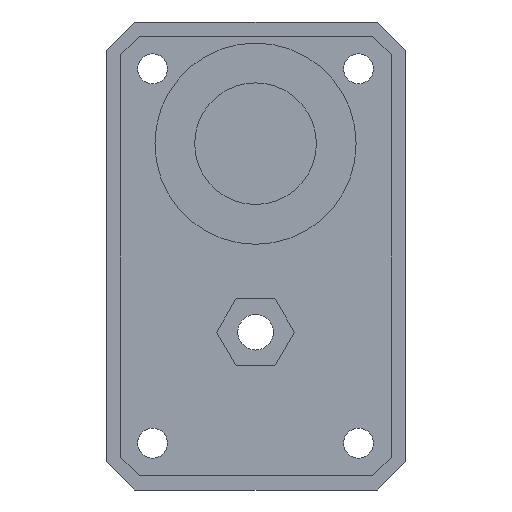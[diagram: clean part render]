
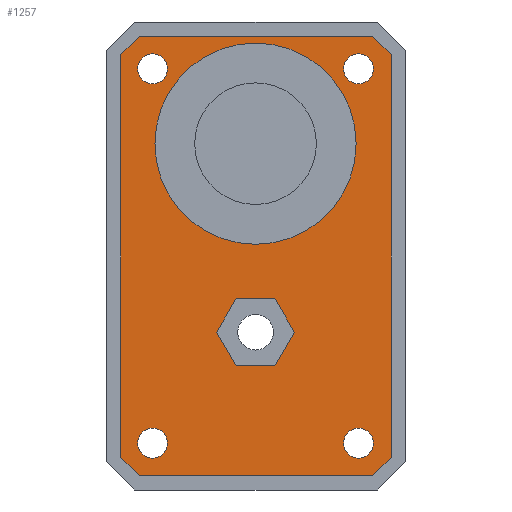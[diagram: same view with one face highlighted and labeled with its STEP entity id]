
A CAD part, front view. The second image highlights one B-rep face of the part: STEP entity #1257.
In plain terms, the highlighted planar face has unit normal (0, -1, 0).
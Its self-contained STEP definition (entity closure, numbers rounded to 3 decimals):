
#35=FACE_BOUND('',#192,.T.);
#36=FACE_BOUND('',#193,.T.);
#37=FACE_BOUND('',#194,.T.);
#38=FACE_BOUND('',#195,.T.);
#39=FACE_BOUND('',#196,.T.);
#40=FACE_BOUND('',#197,.T.);
#53=CIRCLE('',#1336,10.75);
#54=CIRCLE('',#1337,1.6);
#55=CIRCLE('',#1338,1.6);
#56=CIRCLE('',#1339,1.6);
#57=CIRCLE('',#1340,1.6);
#112=FACE_OUTER_BOUND('',#191,.T.);
#191=EDGE_LOOP('',(#1033,#1034,#1035,#1036,#1037,#1038,#1039,#1040));
#192=EDGE_LOOP('',(#1041,#1042,#1043,#1044,#1045,#1046));
#193=EDGE_LOOP('',(#1047));
#194=EDGE_LOOP('',(#1048));
#195=EDGE_LOOP('',(#1049));
#196=EDGE_LOOP('',(#1050));
#197=EDGE_LOOP('',(#1051));
#230=LINE('',#1717,#379);
#234=LINE('',#1725,#383);
#237=LINE('',#1731,#386);
#240=LINE('',#1737,#389);
#243=LINE('',#1743,#392);
#246=LINE('',#1748,#395);
#343=LINE('',#1960,#492);
#347=LINE('',#1968,#496);
#348=LINE('',#1970,#497);
#349=LINE('',#1972,#498);
#350=LINE('',#1974,#499);
#351=LINE('',#1976,#500);
#352=LINE('',#1978,#501);
#353=LINE('',#1979,#502);
#379=VECTOR('',#1382,10.);
#383=VECTOR('',#1388,10.);
#386=VECTOR('',#1393,10.);
#389=VECTOR('',#1398,10.);
#392=VECTOR('',#1403,10.);
#395=VECTOR('',#1408,10.);
#492=VECTOR('',#1591,10.);
#496=VECTOR('',#1597,10.);
#497=VECTOR('',#1598,10.);
#498=VECTOR('',#1599,10.);
#499=VECTOR('',#1600,10.);
#500=VECTOR('',#1601,10.);
#501=VECTOR('',#1602,10.);
#502=VECTOR('',#1603,10.);
#528=VERTEX_POINT('',#1715);
#529=VERTEX_POINT('',#1716);
#532=VERTEX_POINT('',#1724);
#534=VERTEX_POINT('',#1730);
#536=VERTEX_POINT('',#1736);
#538=VERTEX_POINT('',#1742);
#610=VERTEX_POINT('',#1958);
#611=VERTEX_POINT('',#1959);
#614=VERTEX_POINT('',#1967);
#615=VERTEX_POINT('',#1969);
#616=VERTEX_POINT('',#1971);
#617=VERTEX_POINT('',#1973);
#618=VERTEX_POINT('',#1975);
#619=VERTEX_POINT('',#1977);
#620=VERTEX_POINT('',#1980);
#621=VERTEX_POINT('',#1982);
#622=VERTEX_POINT('',#1984);
#623=VERTEX_POINT('',#1986);
#624=VERTEX_POINT('',#1988);
#642=EDGE_CURVE('',#528,#529,#230,.T.);
#646=EDGE_CURVE('',#532,#528,#234,.T.);
#649=EDGE_CURVE('',#534,#532,#237,.T.);
#652=EDGE_CURVE('',#536,#534,#240,.T.);
#655=EDGE_CURVE('',#538,#536,#243,.T.);
#658=EDGE_CURVE('',#529,#538,#246,.T.);
#761=EDGE_CURVE('',#610,#611,#343,.T.);
#765=EDGE_CURVE('',#611,#614,#347,.T.);
#766=EDGE_CURVE('',#614,#615,#348,.T.);
#767=EDGE_CURVE('',#615,#616,#349,.T.);
#768=EDGE_CURVE('',#616,#617,#350,.T.);
#769=EDGE_CURVE('',#617,#618,#351,.T.);
#770=EDGE_CURVE('',#618,#619,#352,.T.);
#771=EDGE_CURVE('',#619,#610,#353,.T.);
#772=EDGE_CURVE('',#620,#620,#53,.T.);
#773=EDGE_CURVE('',#621,#621,#54,.T.);
#774=EDGE_CURVE('',#622,#622,#55,.T.);
#775=EDGE_CURVE('',#623,#623,#56,.T.);
#776=EDGE_CURVE('',#624,#624,#57,.T.);
#1033=ORIENTED_EDGE('',*,*,#761,.T.);
#1034=ORIENTED_EDGE('',*,*,#765,.T.);
#1035=ORIENTED_EDGE('',*,*,#766,.T.);
#1036=ORIENTED_EDGE('',*,*,#767,.T.);
#1037=ORIENTED_EDGE('',*,*,#768,.T.);
#1038=ORIENTED_EDGE('',*,*,#769,.T.);
#1039=ORIENTED_EDGE('',*,*,#770,.T.);
#1040=ORIENTED_EDGE('',*,*,#771,.T.);
#1041=ORIENTED_EDGE('',*,*,#642,.T.);
#1042=ORIENTED_EDGE('',*,*,#658,.T.);
#1043=ORIENTED_EDGE('',*,*,#655,.T.);
#1044=ORIENTED_EDGE('',*,*,#652,.T.);
#1045=ORIENTED_EDGE('',*,*,#649,.T.);
#1046=ORIENTED_EDGE('',*,*,#646,.T.);
#1047=ORIENTED_EDGE('',*,*,#772,.T.);
#1048=ORIENTED_EDGE('',*,*,#773,.F.);
#1049=ORIENTED_EDGE('',*,*,#774,.F.);
#1050=ORIENTED_EDGE('',*,*,#775,.F.);
#1051=ORIENTED_EDGE('',*,*,#776,.F.);
#1197=PLANE('',#1335);
#1257=ADVANCED_FACE('',(#112,#35,#36,#37,#38,#39,#40),#1197,.F.);
#1335=AXIS2_PLACEMENT_3D('',#1966,#1595,#1596);
#1336=AXIS2_PLACEMENT_3D('',#1981,#1604,#1605);
#1337=AXIS2_PLACEMENT_3D('',#1983,#1606,#1607);
#1338=AXIS2_PLACEMENT_3D('',#1985,#1608,#1609);
#1339=AXIS2_PLACEMENT_3D('',#1987,#1610,#1611);
#1340=AXIS2_PLACEMENT_3D('',#1989,#1612,#1613);
#1382=DIRECTION('',(0.5,0.,-0.866));
#1388=DIRECTION('',(1.,0.,0.));
#1393=DIRECTION('',(0.5,0.,0.866));
#1398=DIRECTION('',(-0.5,0.,0.866));
#1403=DIRECTION('',(-1.,0.,0.));
#1408=DIRECTION('',(-0.5,0.,-0.866));
#1591=DIRECTION('',(-0.707,0.,0.707));
#1595=DIRECTION('center_axis',(0.,1.,0.));
#1596=DIRECTION('ref_axis',(-1.,0.,0.));
#1597=DIRECTION('',(-1.,0.,0.));
#1598=DIRECTION('',(-0.707,0.,-0.707));
#1599=DIRECTION('',(0.,0.,-1.));
#1600=DIRECTION('',(0.707,0.,-0.707));
#1601=DIRECTION('',(1.,0.,0.));
#1602=DIRECTION('',(0.707,0.,0.707));
#1603=DIRECTION('',(0.,0.,1.));
#1604=DIRECTION('center_axis',(0.,1.,0.));
#1605=DIRECTION('ref_axis',(-1.,0.,0.));
#1606=DIRECTION('center_axis',(0.,-1.,0.));
#1607=DIRECTION('ref_axis',(-1.,0.,0.));
#1608=DIRECTION('center_axis',(0.,-1.,0.));
#1609=DIRECTION('ref_axis',(-1.,0.,0.));
#1610=DIRECTION('center_axis',(0.,-1.,0.));
#1611=DIRECTION('ref_axis',(-1.,0.,0.));
#1612=DIRECTION('center_axis',(0.,-1.,0.));
#1613=DIRECTION('ref_axis',(-1.,0.,0.));
#1715=CARTESIAN_POINT('',(2.078,17.,-16.55));
#1716=CARTESIAN_POINT('',(4.157,17.,-20.15));
#1717=CARTESIAN_POINT('',(0.84,17.,-14.405));
#1724=CARTESIAN_POINT('',(-2.078,17.,-16.55));
#1725=CARTESIAN_POINT('',(-1.014,17.,-16.55));
#1730=CARTESIAN_POINT('',(-4.157,17.,-20.15));
#1731=CARTESIAN_POINT('',(-1.867,17.,-16.183));
#1736=CARTESIAN_POINT('',(-2.078,17.,-23.75));
#1737=CARTESIAN_POINT('',(-4.356,17.,-19.805));
#1742=CARTESIAN_POINT('',(2.078,17.,-23.75));
#1743=CARTESIAN_POINT('',(1.064,17.,-23.75));
#1748=CARTESIAN_POINT('',(5.408,17.,-17.983));
#1958=CARTESIAN_POINT('',(14.5,17.,9.5));
#1959=CARTESIAN_POINT('',(12.5,17.,11.5));
#1960=CARTESIAN_POINT('',(15.763,17.,8.238));
#1966=CARTESIAN_POINT('Origin',(0.05,17.,-12.));
#1967=CARTESIAN_POINT('',(-12.4,17.,11.5));
#1968=CARTESIAN_POINT('',(14.5,17.,11.5));
#1969=CARTESIAN_POINT('',(-14.4,17.,9.5));
#1970=CARTESIAN_POINT('',(-15.663,17.,8.238));
#1971=CARTESIAN_POINT('',(-14.4,17.,-33.5));
#1972=CARTESIAN_POINT('',(-14.4,17.,11.5));
#1973=CARTESIAN_POINT('',(-12.4,17.,-35.5));
#1974=CARTESIAN_POINT('',(-15.663,17.,-32.238));
#1975=CARTESIAN_POINT('',(12.5,17.,-35.5));
#1976=CARTESIAN_POINT('',(-14.4,17.,-35.5));
#1977=CARTESIAN_POINT('',(14.5,17.,-33.5));
#1978=CARTESIAN_POINT('',(15.763,17.,-32.238));
#1979=CARTESIAN_POINT('',(14.5,17.,-35.5));
#1980=CARTESIAN_POINT('',(10.75,17.,0.));
#1981=CARTESIAN_POINT('Origin',(0.,17.,0.));
#1982=CARTESIAN_POINT('',(-9.4,17.,-32.));
#1983=CARTESIAN_POINT('Origin',(-11.,17.,-32.));
#1984=CARTESIAN_POINT('',(12.6,17.,-32.));
#1985=CARTESIAN_POINT('Origin',(11.,17.,-32.));
#1986=CARTESIAN_POINT('',(12.6,17.,8.));
#1987=CARTESIAN_POINT('Origin',(11.,17.,8.));
#1988=CARTESIAN_POINT('',(-9.4,17.,8.));
#1989=CARTESIAN_POINT('Origin',(-11.,17.,8.));
